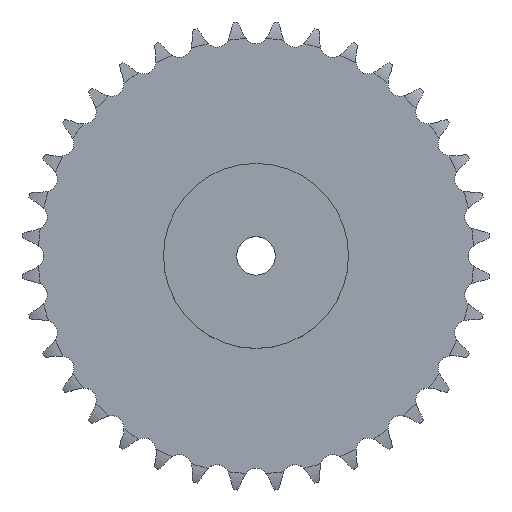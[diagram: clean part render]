
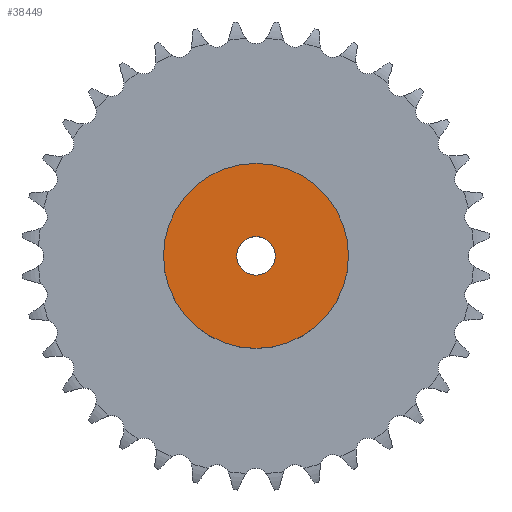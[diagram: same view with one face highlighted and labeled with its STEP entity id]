
A CAD part, top view. The second image highlights one B-rep face of the part: STEP entity #38449.
In plain terms, the highlighted planar face has unit normal (0, 0, 1).
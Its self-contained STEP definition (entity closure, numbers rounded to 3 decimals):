
#6521 = CYLINDRICAL_SURFACE('',#6522,60.);
#6522 = AXIS2_PLACEMENT_3D('',#6523,#6524,#6525);
#6523 = CARTESIAN_POINT('',(0.,0.,0.));
#6524 = DIRECTION('',(-0.,-0.,-1.));
#6525 = DIRECTION('',(1.,0.,0.));
#28778 = VERTEX_POINT('',#28779);
#28779 = CARTESIAN_POINT('',(60.,0.,50.));
#28800 = EDGE_CURVE('',#28778,#28778,#28801,.T.);
#28801 = SURFACE_CURVE('',#28802,(#28807,#28814),.PCURVE_S1.);
#28802 = CIRCLE('',#28803,60.);
#28803 = AXIS2_PLACEMENT_3D('',#28804,#28805,#28806);
#28804 = CARTESIAN_POINT('',(0.,0.,50.));
#28805 = DIRECTION('',(0.,0.,1.));
#28806 = DIRECTION('',(1.,0.,0.));
#28807 = PCURVE('',#6521,#28808);
#28808 = DEFINITIONAL_REPRESENTATION('',(#28809),#28813);
#28809 = LINE('',#28810,#28811);
#28810 = CARTESIAN_POINT('',(-0.,-50.));
#28811 = VECTOR('',#28812,1.);
#28812 = DIRECTION('',(-1.,0.));
#28813 = ( GEOMETRIC_REPRESENTATION_CONTEXT(2) 
PARAMETRIC_REPRESENTATION_CONTEXT() REPRESENTATION_CONTEXT('2D SPACE',''
  ) );
#28814 = PCURVE('',#28815,#28820);
#28815 = PLANE('',#28816);
#28816 = AXIS2_PLACEMENT_3D('',#28817,#28818,#28819);
#28817 = CARTESIAN_POINT('',(0.,0.,50.)
  );
#28818 = DIRECTION('',(0.,0.,1.));
#28819 = DIRECTION('',(1.,0.,0.));
#28820 = DEFINITIONAL_REPRESENTATION('',(#28821),#28825);
#28821 = CIRCLE('',#28822,60.);
#28822 = AXIS2_PLACEMENT_2D('',#28823,#28824);
#28823 = CARTESIAN_POINT('',(0.,0.));
#28824 = DIRECTION('',(1.,0.));
#28825 = ( GEOMETRIC_REPRESENTATION_CONTEXT(2) 
PARAMETRIC_REPRESENTATION_CONTEXT() REPRESENTATION_CONTEXT('2D SPACE',''
  ) );
#34413 = CYLINDRICAL_SURFACE('',#34414,12.5);
#34414 = AXIS2_PLACEMENT_3D('',#34415,#34416,#34417);
#34415 = CARTESIAN_POINT('',(0.,0.,458.727));
#34416 = DIRECTION('',(0.,0.,1.));
#34417 = DIRECTION('',(1.,0.,0.));
#38449 = ADVANCED_FACE('',(#38450,#38453),#28815,.T.);
#38450 = FACE_BOUND('',#38451,.T.);
#38451 = EDGE_LOOP('',(#38452));
#38452 = ORIENTED_EDGE('',*,*,#28800,.T.);
#38453 = FACE_BOUND('',#38454,.T.);
#38454 = EDGE_LOOP('',(#38455));
#38455 = ORIENTED_EDGE('',*,*,#38456,.F.);
#38456 = EDGE_CURVE('',#38457,#38457,#38459,.T.);
#38457 = VERTEX_POINT('',#38458);
#38458 = CARTESIAN_POINT('',(12.5,0.,50.));
#38459 = SURFACE_CURVE('',#38460,(#38465,#38472),.PCURVE_S1.);
#38460 = CIRCLE('',#38461,12.5);
#38461 = AXIS2_PLACEMENT_3D('',#38462,#38463,#38464);
#38462 = CARTESIAN_POINT('',(0.,0.,50.));
#38463 = DIRECTION('',(0.,0.,1.));
#38464 = DIRECTION('',(1.,0.,0.));
#38465 = PCURVE('',#28815,#38466);
#38466 = DEFINITIONAL_REPRESENTATION('',(#38467),#38471);
#38467 = CIRCLE('',#38468,12.5);
#38468 = AXIS2_PLACEMENT_2D('',#38469,#38470);
#38469 = CARTESIAN_POINT('',(0.,0.));
#38470 = DIRECTION('',(1.,0.));
#38471 = ( GEOMETRIC_REPRESENTATION_CONTEXT(2) 
PARAMETRIC_REPRESENTATION_CONTEXT() REPRESENTATION_CONTEXT('2D SPACE',''
  ) );
#38472 = PCURVE('',#34413,#38473);
#38473 = DEFINITIONAL_REPRESENTATION('',(#38474),#38478);
#38474 = LINE('',#38475,#38476);
#38475 = CARTESIAN_POINT('',(0.,-408.727));
#38476 = VECTOR('',#38477,1.);
#38477 = DIRECTION('',(1.,0.));
#38478 = ( GEOMETRIC_REPRESENTATION_CONTEXT(2) 
PARAMETRIC_REPRESENTATION_CONTEXT() REPRESENTATION_CONTEXT('2D SPACE',''
  ) );
